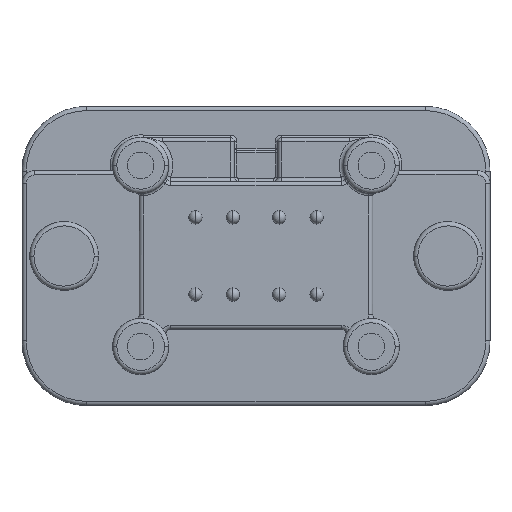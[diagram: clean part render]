
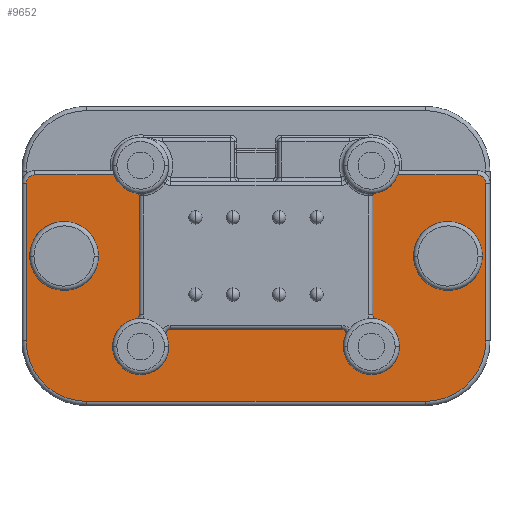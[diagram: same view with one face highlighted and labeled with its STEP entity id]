
A CAD part, front view. The second image highlights one B-rep face of the part: STEP entity #9652.
In plain terms, the highlighted planar face has unit normal (0, -1, 0).
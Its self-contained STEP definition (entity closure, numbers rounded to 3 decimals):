
#193=DIRECTION('',(0.,0.,1.));
#194=VECTOR('',#193,18.56);
#195=CARTESIAN_POINT('',(27.06,0.,-10.005));
#196=LINE('',#195,#194);
#201=CARTESIAN_POINT('',(-13.589,0.,10.668));
#202=DIRECTION('',(0.,-1.,0.));
#203=DIRECTION('',(-0.941,0.,-0.337));
#204=AXIS2_PLACEMENT_3D('',#201,#202,#203);
#206=CARTESIAN_POINT('',(-14.05,0.,7.098));
#207=DIRECTION('',(0.,1.,0.));
#208=DIRECTION('',(0.128,0.,0.992));
#209=AXIS2_PLACEMENT_3D('',#206,#207,#208);
#211=CARTESIAN_POINT('',(-14.25,0.,-6.926));
#212=DIRECTION('',(0.,1.,0.));
#213=DIRECTION('',(1.,0.,0.));
#214=AXIS2_PLACEMENT_3D('',#211,#212,#213);
#216=CARTESIAN_POINT('',(-13.589,0.,-10.668));
#217=DIRECTION('',(0.,-1.,0.));
#218=DIRECTION('',(-0.174,0.,0.985));
#219=AXIS2_PLACEMENT_3D('',#216,#217,#218);
#221=CARTESIAN_POINT('',(-13.589,0.,-10.668));
#222=DIRECTION('',(0.,-1.,0.));
#223=DIRECTION('',(-1.,0.,0.));
#224=AXIS2_PLACEMENT_3D('',#221,#222,#223);
#226=CARTESIAN_POINT('',(-13.589,0.,-10.668));
#227=DIRECTION('',(0.,-1.,0.));
#228=DIRECTION('',(1.,0.,0.));
#229=AXIS2_PLACEMENT_3D('',#226,#227,#228);
#231=CARTESIAN_POINT('',(-10.105,0.,-9.15));
#232=DIRECTION('',(0.,1.,0.));
#233=DIRECTION('',(-0.917,0.,-0.399));
#234=AXIS2_PLACEMENT_3D('',#231,#232,#233);
#236=CARTESIAN_POINT('',(10.105,0.,-9.15));
#237=DIRECTION('',(0.,1.,0.));
#238=DIRECTION('',(0.,0.,1.));
#239=AXIS2_PLACEMENT_3D('',#236,#237,#238);
#241=CARTESIAN_POINT('',(13.589,0.,-10.668));
#242=DIRECTION('',(0.,-1.,0.));
#243=DIRECTION('',(-0.917,0.,0.399));
#244=AXIS2_PLACEMENT_3D('',#241,#242,#243);
#246=CARTESIAN_POINT('',(13.589,0.,-10.668));
#247=DIRECTION('',(0.,-1.,0.));
#248=DIRECTION('',(-1.,0.,0.));
#249=AXIS2_PLACEMENT_3D('',#246,#247,#248);
#251=CARTESIAN_POINT('',(13.589,0.,-10.668));
#252=DIRECTION('',(0.,-1.,0.));
#253=DIRECTION('',(1.,0.,0.));
#254=AXIS2_PLACEMENT_3D('',#251,#252,#253);
#256=CARTESIAN_POINT('',(14.25,0.,-6.926));
#257=DIRECTION('',(0.,1.,0.));
#258=DIRECTION('',(-0.174,0.,-0.985));
#259=AXIS2_PLACEMENT_3D('',#256,#257,#258);
#261=CARTESIAN_POINT('',(14.05,0.,7.098));
#262=DIRECTION('',(0.,1.,0.));
#263=DIRECTION('',(-1.,0.,0.));
#264=AXIS2_PLACEMENT_3D('',#261,#262,#263);
#266=CARTESIAN_POINT('',(13.589,0.,10.668));
#267=DIRECTION('',(0.,-1.,0.));
#268=DIRECTION('',(0.128,0.,-0.992));
#269=AXIS2_PLACEMENT_3D('',#266,#267,#268);
#271=CARTESIAN_POINT('',(26.06,0.,8.555));
#272=DIRECTION('',(0.,1.,0.));
#273=DIRECTION('',(0.,0.,1.));
#274=AXIS2_PLACEMENT_3D('',#271,#272,#273);
#276=CARTESIAN_POINT('',(19.94,0.,-10.005));
#277=DIRECTION('',(0.,1.,0.));
#278=DIRECTION('',(1.,0.,0.));
#279=AXIS2_PLACEMENT_3D('',#276,#277,#278);
#281=CARTESIAN_POINT('',(-19.94,0.,-10.005));
#282=DIRECTION('',(0.,1.,0.));
#283=DIRECTION('',(0.,0.,-1.));
#284=AXIS2_PLACEMENT_3D('',#281,#282,#283);
#286=CARTESIAN_POINT('',(-26.06,0.,8.555));
#287=DIRECTION('',(0.,1.,0.));
#288=DIRECTION('',(-1.,0.,0.));
#289=AXIS2_PLACEMENT_3D('',#286,#287,#288);
#291=CARTESIAN_POINT('',(22.606,0.,0.));
#292=DIRECTION('',(0.,-1.,0.));
#293=DIRECTION('',(1.,0.,0.));
#294=AXIS2_PLACEMENT_3D('',#291,#292,#293);
#296=CARTESIAN_POINT('',(22.606,0.,0.));
#297=DIRECTION('',(0.,-1.,0.));
#298=DIRECTION('',(-1.,0.,0.));
#299=AXIS2_PLACEMENT_3D('',#296,#297,#298);
#301=CARTESIAN_POINT('',(-22.606,0.,0.));
#302=DIRECTION('',(0.,-1.,0.));
#303=DIRECTION('',(1.,0.,0.));
#304=AXIS2_PLACEMENT_3D('',#301,#302,#303);
#306=CARTESIAN_POINT('',(-22.606,0.,0.));
#307=DIRECTION('',(0.,-1.,0.));
#308=DIRECTION('',(-1.,0.,0.));
#309=AXIS2_PLACEMENT_3D('',#306,#307,#308);
#315=DIRECTION('',(-1.,0.,0.));
#316=VECTOR('',#315,9.364);
#317=CARTESIAN_POINT('',(-16.696,0.,9.555));
#318=LINE('',#317,#316);
#449=DIRECTION('',(-1.,0.,0.));
#450=VECTOR('',#449,9.364);
#451=CARTESIAN_POINT('',(26.06,0.,9.555));
#452=LINE('',#451,#450);
#499=DIRECTION('',(0.,0.,-1.));
#500=VECTOR('',#499,14.024);
#501=CARTESIAN_POINT('',(13.75,0.,7.098));
#502=LINE('',#501,#500);
#531=DIRECTION('',(-1.,0.,0.));
#532=VECTOR('',#531,20.211);
#533=CARTESIAN_POINT('',(10.105,0.,-8.65));
#534=LINE('',#533,#532);
#645=DIRECTION('',(0.,0.,1.));
#646=VECTOR('',#645,14.024);
#647=CARTESIAN_POINT('',(-13.75,0.,-6.926));
#648=LINE('',#647,#646);
#2225=DIRECTION('',(0.,0.,-1.));
#2226=VECTOR('',#2225,18.56);
#2227=CARTESIAN_POINT('',(-27.06,0.,8.555));
#2228=LINE('',#2227,#2226);
#2259=DIRECTION('',(1.,0.,0.));
#2260=VECTOR('',#2259,39.88);
#2261=CARTESIAN_POINT('',(-19.94,0.,-17.125));
#2262=LINE('',#2261,#2260);
#7658=CARTESIAN_POINT('',(27.06,0.,-10.005));
#7659=CARTESIAN_POINT('',(27.06,0.,8.555));
#7660=VERTEX_POINT('',#7658);
#7661=VERTEX_POINT('',#7659);
#7662=CARTESIAN_POINT('',(-16.696,0.,9.555));
#7663=CARTESIAN_POINT('',(-26.06,0.,9.555));
#7664=VERTEX_POINT('',#7662);
#7665=VERTEX_POINT('',#7663);
#7666=CARTESIAN_POINT('',(-14.012,0.,7.395));
#7667=VERTEX_POINT('',#7666);
#7668=CARTESIAN_POINT('',(-13.75,0.,7.098));
#7669=VERTEX_POINT('',#7668);
#7670=CARTESIAN_POINT('',(-13.75,0.,-6.926));
#7671=VERTEX_POINT('',#7670);
#7672=CARTESIAN_POINT('',(-14.163,0.,-7.418));
#7673=VERTEX_POINT('',#7672);
#7674=CARTESIAN_POINT('',(-16.889,0.,-10.668));
#7675=VERTEX_POINT('',#7674);
#7676=CARTESIAN_POINT('',(-10.289,0.,-10.668));
#7677=VERTEX_POINT('',#7676);
#7678=CARTESIAN_POINT('',(-10.564,0.,-9.35));
#7679=VERTEX_POINT('',#7678);
#7680=CARTESIAN_POINT('',(-10.105,0.,-8.65));
#7681=VERTEX_POINT('',#7680);
#7682=CARTESIAN_POINT('',(10.105,0.,-8.65));
#7683=VERTEX_POINT('',#7682);
#7684=CARTESIAN_POINT('',(10.564,0.,
-9.35));
#7685=VERTEX_POINT('',#7684);
#7686=CARTESIAN_POINT('',(10.289,0.,-10.668));
#7687=VERTEX_POINT('',#7686);
#7688=CARTESIAN_POINT('',(16.889,0.,-10.668));
#7689=VERTEX_POINT('',#7688);
#7690=CARTESIAN_POINT('',(14.163,0.,-7.418));
#7691=VERTEX_POINT('',#7690);
#7692=CARTESIAN_POINT('',(13.75,0.,-6.926));
#7693=VERTEX_POINT('',#7692);
#7694=CARTESIAN_POINT('',(13.75,0.,7.098));
#7695=VERTEX_POINT('',#7694);
#7696=CARTESIAN_POINT('',(14.012,0.,7.395));
#7697=VERTEX_POINT('',#7696);
#7698=CARTESIAN_POINT('',(16.696,0.,9.555));
#7699=VERTEX_POINT('',#7698);
#7700=CARTESIAN_POINT('',(26.06,0.,9.555));
#7701=VERTEX_POINT('',#7700);
#7702=CARTESIAN_POINT('',(19.94,0.,-17.125));
#7703=VERTEX_POINT('',#7702);
#7704=CARTESIAN_POINT('',(-19.94,0.,-17.125));
#7705=VERTEX_POINT('',#7704);
#7706=CARTESIAN_POINT('',(-27.06,0.,-10.005));
#7707=VERTEX_POINT('',#7706);
#7708=CARTESIAN_POINT('',(-27.06,0.,8.555));
#7709=VERTEX_POINT('',#7708);
#7710=CARTESIAN_POINT('',(26.656,0.,0.));
#7711=CARTESIAN_POINT('',(18.556,0.,0.));
#7712=VERTEX_POINT('',#7710);
#7713=VERTEX_POINT('',#7711);
#7714=CARTESIAN_POINT('',(-18.556,0.,0.));
#7715=CARTESIAN_POINT('',(-26.656,0.,0.));
#7716=VERTEX_POINT('',#7714);
#7717=VERTEX_POINT('',#7715);
#9582=CARTESIAN_POINT('',(0.,0.,0.));
#9583=DIRECTION('',(0.,1.,0.));
#9584=DIRECTION('',(1.,0.,0.));
#9585=AXIS2_PLACEMENT_3D('',#9582,#9583,#9584);
#9586=PLANE('',#9585);
#9588=ORIENTED_EDGE('',*,*,#9587,.F.);
#9590=ORIENTED_EDGE('',*,*,#9589,.T.);
#9592=ORIENTED_EDGE('',*,*,#9591,.T.);
#9594=ORIENTED_EDGE('',*,*,#9593,.F.);
#9596=ORIENTED_EDGE('',*,*,#9595,.T.);
#9598=ORIENTED_EDGE('',*,*,#9597,.T.);
#9600=ORIENTED_EDGE('',*,*,#9599,.T.);
#9602=ORIENTED_EDGE('',*,*,#9601,.T.);
#9604=ORIENTED_EDGE('',*,*,#9603,.T.);
#9606=ORIENTED_EDGE('',*,*,#9605,.F.);
#9608=ORIENTED_EDGE('',*,*,#9607,.T.);
#9610=ORIENTED_EDGE('',*,*,#9609,.T.);
#9612=ORIENTED_EDGE('',*,*,#9611,.T.);
#9614=ORIENTED_EDGE('',*,*,#9613,.T.);
#9616=ORIENTED_EDGE('',*,*,#9615,.T.);
#9618=ORIENTED_EDGE('',*,*,#9617,.F.);
#9620=ORIENTED_EDGE('',*,*,#9619,.T.);
#9622=ORIENTED_EDGE('',*,*,#9621,.T.);
#9624=ORIENTED_EDGE('',*,*,#9623,.F.);
#9626=ORIENTED_EDGE('',*,*,#9625,.T.);
#9627=ORIENTED_EDGE('',*,*,#9572,.F.);
#9629=ORIENTED_EDGE('',*,*,#9628,.T.);
#9631=ORIENTED_EDGE('',*,*,#9630,.F.);
#9633=ORIENTED_EDGE('',*,*,#9632,.T.);
#9635=ORIENTED_EDGE('',*,*,#9634,.F.);
#9637=ORIENTED_EDGE('',*,*,#9636,.T.);
#9638=EDGE_LOOP('',(#9588,#9590,#9592,#9594,#9596,#9598,#9600,#9602,#9604,#9606,
#9608,#9610,#9612,#9614,#9616,#9618,#9620,#9622,#9624,#9626,#9627,#9629,#9631,
#9633,#9635,#9637));
#9639=FACE_OUTER_BOUND('',#9638,.F.);
#9641=ORIENTED_EDGE('',*,*,#9640,.T.);
#9643=ORIENTED_EDGE('',*,*,#9642,.T.);
#9644=EDGE_LOOP('',(#9641,#9643));
#9645=FACE_BOUND('',#9644,.F.);
#9647=ORIENTED_EDGE('',*,*,#9646,.T.);
#9649=ORIENTED_EDGE('',*,*,#9648,.T.);
#9650=EDGE_LOOP('',(#9647,#9649));
#9651=FACE_BOUND('',#9650,.F.);
#9652=ADVANCED_FACE('',(#9639,#9645,#9651),#9586,.F.);
#205=CIRCLE('',#204,3.3);
#210=CIRCLE('',#209,0.3);
#215=CIRCLE('',#214,0.5);
#220=CIRCLE('',#219,3.3);
#225=CIRCLE('',#224,3.3);
#230=CIRCLE('',#229,3.3);
#235=CIRCLE('',#234,0.5);
#240=CIRCLE('',#239,0.5);
#245=CIRCLE('',#244,3.3);
#250=CIRCLE('',#249,3.3);
#255=CIRCLE('',#254,3.3);
#260=CIRCLE('',#259,0.5);
#265=CIRCLE('',#264,0.3);
#270=CIRCLE('',#269,3.3);
#275=CIRCLE('',#274,1.);
#280=CIRCLE('',#279,7.12);
#285=CIRCLE('',#284,7.12);
#290=CIRCLE('',#289,1.);
#295=CIRCLE('',#294,4.05);
#300=CIRCLE('',#299,4.05);
#305=CIRCLE('',#304,4.05);
#310=CIRCLE('',#309,4.05);
#9572=EDGE_CURVE('',#7660,#7661,#196,.T.);
#9587=EDGE_CURVE('',#7664,#7665,#318,.T.);
#9589=EDGE_CURVE('',#7664,#7667,#205,.T.);
#9591=EDGE_CURVE('',#7667,#7669,#210,.T.);
#9593=EDGE_CURVE('',#7671,#7669,#648,.T.);
#9595=EDGE_CURVE('',#7671,#7673,#215,.T.);
#9597=EDGE_CURVE('',#7673,#7675,#220,.T.);
#9599=EDGE_CURVE('',#7675,#7677,#225,.T.);
#9601=EDGE_CURVE('',#7677,#7679,#230,.T.);
#9603=EDGE_CURVE('',#7679,#7681,#235,.T.);
#9605=EDGE_CURVE('',#7683,#7681,#534,.T.);
#9607=EDGE_CURVE('',#7683,#7685,#240,.T.);
#9609=EDGE_CURVE('',#7685,#7687,#245,.T.);
#9611=EDGE_CURVE('',#7687,#7689,#250,.T.);
#9613=EDGE_CURVE('',#7689,#7691,#255,.T.);
#9615=EDGE_CURVE('',#7691,#7693,#260,.T.);
#9617=EDGE_CURVE('',#7695,#7693,#502,.T.);
#9619=EDGE_CURVE('',#7695,#7697,#265,.T.);
#9621=EDGE_CURVE('',#7697,#7699,#270,.T.);
#9623=EDGE_CURVE('',#7701,#7699,#452,.T.);
#9625=EDGE_CURVE('',#7701,#7661,#275,.T.);
#9628=EDGE_CURVE('',#7660,#7703,#280,.T.);
#9630=EDGE_CURVE('',#7705,#7703,#2262,.T.);
#9632=EDGE_CURVE('',#7705,#7707,#285,.T.);
#9634=EDGE_CURVE('',#7709,#7707,#2228,.T.);
#9636=EDGE_CURVE('',#7709,#7665,#290,.T.);
#9640=EDGE_CURVE('',#7712,#7713,#295,.T.);
#9642=EDGE_CURVE('',#7713,#7712,#300,.T.);
#9646=EDGE_CURVE('',#7716,#7717,#305,.T.);
#9648=EDGE_CURVE('',#7717,#7716,#310,.T.);
